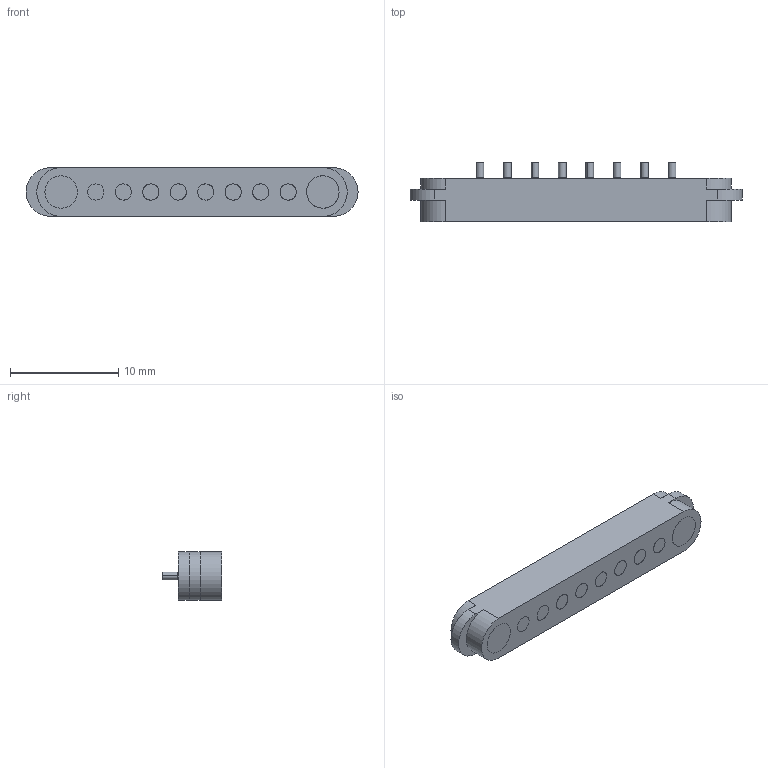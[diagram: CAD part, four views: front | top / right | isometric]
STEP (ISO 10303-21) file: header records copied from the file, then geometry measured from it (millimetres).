
FILE_DESCRIPTION (( 'STEP AP214' ), '1' );
FILE_NAME ('8p-2.54-m.STEP', '2024-10-07T17:31:55', ( '' ), ( '' ), 'SwSTEP 2.0', 'SolidWorks 2023', '' );
FILE_SCHEMA (( 'AUTOMOTIVE_DESIGN' ));
Length unit declared in the file: millimetre
Products named in the file (4): Magnet^5 pin magnetic pogo conntector male_По умолчанию; 8p-2.54-m; Male contact^5 pin magnetic pogo conntector male_По умолчанию; Housing_По умолчанию
Assembly tree (11 placements, depth 2):
  8p-2.54-m
    Housing_По умолчанию
    Magnet^5 pin magnetic pogo conntector male_По умолчанию  x2
    Male contact^5 pin magnetic pogo conntector male_По умолчанию  x8
Bounding box: 30.7 x 5.5 x 4.5 mm (x, y, z)
Volume: 512.8 mm3; surface area: 999.8 mm2
Topology: 11 solids, 11 shells, 130 faces, 268 edges, 168 vertices
Faces by surface type: cylinder 62, plane 36, torus 32
Entity records: 1754 total; most frequent: DIRECTION 320, CARTESIAN_POINT 265, ORIENTED_EDGE 244, AXIS2_PLACEMENT_3D 135, EDGE_CURVE 122, VERTEX_POINT 80, CIRCLE 72, EDGE_LOOP 70
